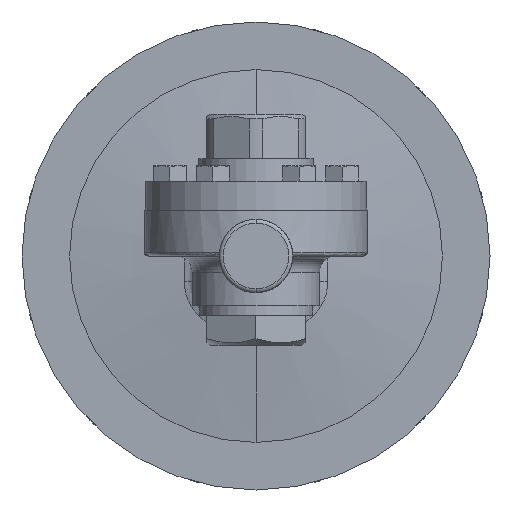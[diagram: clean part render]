
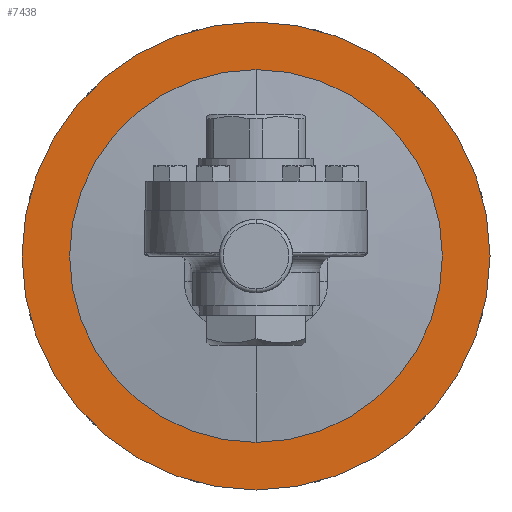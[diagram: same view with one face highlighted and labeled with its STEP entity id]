
A CAD part, front view. The second image highlights one B-rep face of the part: STEP entity #7438.
In plain terms, the highlighted planar face has unit normal (0, -1, 0).
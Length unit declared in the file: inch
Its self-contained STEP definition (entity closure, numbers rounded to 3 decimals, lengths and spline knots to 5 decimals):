
#223 = CIRCLE ( 'NONE', #6434, 3.565 ) ;
#309 = CIRCLE ( 'NONE', #3878, 3.565 ) ;
#545 = CARTESIAN_POINT ( 'NONE',  ( 0., 2.25, 0. ) ) ;
#866 = PLANE ( 'NONE',  #3565 ) ;
#1666 = CARTESIAN_POINT ( 'NONE',  ( 0., 2.25, 0. ) ) ;
#1718 = DIRECTION ( 'NONE',  ( 0., 0., -1. ) ) ;
#2018 = CARTESIAN_POINT ( 'NONE',  ( 0., 2.25, 0. ) ) ;
#2063 = EDGE_CURVE ( 'NONE', #11881, #9064, #223, .T. ) ;
#2632 = EDGE_LOOP ( 'NONE', ( #3803, #2790 ) ) ;
#2790 = ORIENTED_EDGE ( 'NONE', *, *, #2063, .T. ) ;
#2835 = DIRECTION ( 'NONE',  ( 0., 0., -1. ) ) ;
#3186 = DIRECTION ( 'NONE',  ( 0., 0., -1. ) ) ;
#3208 = CARTESIAN_POINT ( 'NONE',  ( 0., 2.25, -3.655 ) ) ;
#3565 = AXIS2_PLACEMENT_3D ( 'NONE', #3208, #6725, #14797 ) ;
#3707 = EDGE_CURVE ( 'NONE', #9427, #5796, #10391, .T. ) ;
#3731 = EDGE_CURVE ( 'NONE', #5796, #9427, #7298, .T. ) ;
#3803 = ORIENTED_EDGE ( 'NONE', *, *, #11445, .T. ) ;
#3878 = AXIS2_PLACEMENT_3D ( 'NONE', #2018, #10142, #3186 ) ;
#3922 = FACE_BOUND ( 'NONE', #10267, .T. ) ;
#4311 = CARTESIAN_POINT ( 'NONE',  ( 0., 2.25, -2.84 ) ) ;
#4545 = CARTESIAN_POINT ( 'NONE',  ( 0., 2.25, 0. ) ) ;
#4732 = AXIS2_PLACEMENT_3D ( 'NONE', #1666, #9803, #2835 ) ;
#5473 = CARTESIAN_POINT ( 'NONE',  ( 0., 2.25, 3.565 ) ) ;
#5689 = DIRECTION ( 'NONE',  ( 0., 0., -1. ) ) ;
#5796 = VERTEX_POINT ( 'NONE', #4311 ) ;
#6434 = AXIS2_PLACEMENT_3D ( 'NONE', #4545, #12653, #5689 ) ;
#6725 = DIRECTION ( 'NONE',  ( 0., -1., 0. ) ) ;
#7029 = CARTESIAN_POINT ( 'NONE',  ( 0., 2.25, 2.84 ) ) ;
#7298 = CIRCLE ( 'NONE', #8594, 2.84 ) ;
#7438 = ADVANCED_FACE ( 'NONE', ( #3922, #10089 ), #866, .T. ) ;
#8594 = AXIS2_PLACEMENT_3D ( 'NONE', #545, #8687, #1718 ) ;
#8687 = DIRECTION ( 'NONE',  ( 0., -1., 0. ) ) ;
#9064 = VERTEX_POINT ( 'NONE', #13268 ) ;
#9427 = VERTEX_POINT ( 'NONE', #7029 ) ;
#9803 = DIRECTION ( 'NONE',  ( 0., -1., 0. ) ) ;
#10089 = FACE_OUTER_BOUND ( 'NONE', #2632, .T. ) ;
#10142 = DIRECTION ( 'NONE',  ( 0., -1., 0. ) ) ;
#10267 = EDGE_LOOP ( 'NONE', ( #14921, #12054 ) ) ;
#10391 = CIRCLE ( 'NONE', #4732, 2.84 ) ;
#11445 = EDGE_CURVE ( 'NONE', #9064, #11881, #309, .T. ) ;
#11881 = VERTEX_POINT ( 'NONE', #5473 ) ;
#12054 = ORIENTED_EDGE ( 'NONE', *, *, #3731, .F. ) ;
#12653 = DIRECTION ( 'NONE',  ( 0., -1., 0. ) ) ;
#13268 = CARTESIAN_POINT ( 'NONE',  ( 0., 2.25, -3.565 ) ) ;
#14797 = DIRECTION ( 'NONE',  ( 0., 0., -1. ) ) ;
#14921 = ORIENTED_EDGE ( 'NONE', *, *, #3707, .F. ) ;
